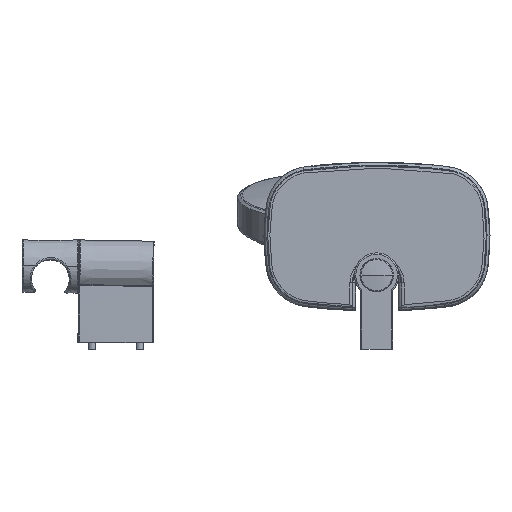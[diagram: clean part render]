
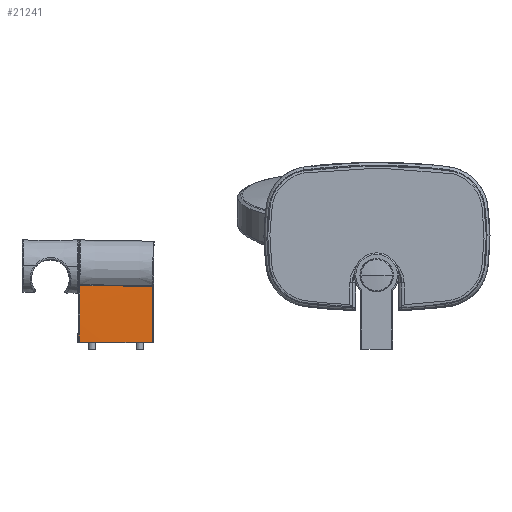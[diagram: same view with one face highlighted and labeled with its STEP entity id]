
A CAD part, front view. The second image highlights one B-rep face of the part: STEP entity #21241.
In plain terms, the highlighted spherical face has radius 2048.5 mm.
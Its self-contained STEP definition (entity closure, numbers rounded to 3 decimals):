
#227 = VERTEX_POINT ( 'NONE', #3354 ) ;
#1598 = EDGE_LOOP ( 'NONE', ( #21837, #21040, #21915, #8841, #16770 ) ) ;
#2006 = DIRECTION ( 'NONE',  ( 0.009, 0.009, 1. ) ) ;
#2136 = CIRCLE ( 'NONE', #11479, 2048.5 ) ;
#2141 = EDGE_CURVE ( 'NONE', #15976, #7947, #16550, .T. ) ;
#2164 = CARTESIAN_POINT ( 'NONE',  ( -150.75, 148.008, -45.182 ) ) ;
#2474 = CARTESIAN_POINT ( 'NONE',  ( -150.446, 147.974, -7.502 ) ) ;
#2628 = EDGE_CURVE ( 'NONE', #227, #12916, #2136, .T. ) ;
#2718 = DIRECTION ( 'NONE',  ( -1., -0.009, 0.009 ) ) ;
#3249 = CARTESIAN_POINT ( 'NONE',  ( -217.811, 2194.959, -63.045 ) ) ;
#3354 = CARTESIAN_POINT ( 'NONE',  ( -199.527, 146.951, -7.061 ) ) ;
#3852 = B_SPLINE_CURVE_WITH_KNOTS ( 'NONE', 3,
 ( #12730, #7658, #2474, #14821 ),
 .UNSPECIFIED., .F., .F.,
 ( 4, 4 ),
 ( 0.005, 0.005 ),
 .UNSPECIFIED. ) ;
#5005 = DIRECTION ( 'NONE',  ( -1., -0.009, 0. ) ) ;
#5614 = AXIS2_PLACEMENT_3D ( 'NONE', #3249, #15597, #5005 ) ;
#6749 = CARTESIAN_POINT ( 'NONE',  ( -150.536, 147.87, -20.062 ) ) ;
#7103 = CARTESIAN_POINT ( 'NONE',  ( -166.808, 147.487, -7.203 ) ) ;
#7658 = CARTESIAN_POINT ( 'NONE',  ( -150.436, 147.974, -7.502 ) ) ;
#7947 = VERTEX_POINT ( 'NONE', #19286 ) ;
#8649 = CARTESIAN_POINT ( 'NONE',  ( -199.863, 146.988, -45.173 ) ) ;
#8841 = ORIENTED_EDGE ( 'NONE', *, *, #8953, .T. ) ;
#8887 = CARTESIAN_POINT ( 'NONE',  ( -191.345, 147.024, -7.031 ) ) ;
#8953 = EDGE_CURVE ( 'NONE', #7947, #13600, #3852, .T. ) ;
#9401 = FACE_OUTER_BOUND ( 'NONE', #1598, .T. ) ;
#9622 = CARTESIAN_POINT ( 'NONE',  ( -150.456, 147.974, -7.502 ) ) ;
#9826 = EDGE_CURVE ( 'NONE', #13600, #227, #11082, .T. ) ;
#10773 = EDGE_CURVE ( 'NONE', #12916, #15976, #19059, .T. ) ;
#10977 = DIRECTION ( 'NONE',  ( 1., 0.009, -0.009 ) ) ;
#11082 = B_SPLINE_CURVE_WITH_KNOTS ( 'NONE', 3,
 ( #22903, #21129, #7103, #19449, #8887, #21198 ),
 .UNSPECIFIED., .F., .F.,
 ( 4, 2, 4 ),
 ( 0.008, 0.032, 0.057 ),
 .UNSPECIFIED. ) ;
#11479 = AXIS2_PLACEMENT_3D ( 'NONE', #19535, #10977, #2006 ) ;
#11530 = CARTESIAN_POINT ( 'NONE',  ( -217.811, 2195.3, -23.957 ) ) ;
#12730 = CARTESIAN_POINT ( 'NONE',  ( -150.427, 147.974, -7.502 ) ) ;
#12916 = VERTEX_POINT ( 'NONE', #8649 ) ;
#13283 = DIRECTION ( 'NONE',  ( 0.009, 0.009, 1. ) ) ;
#13600 = VERTEX_POINT ( 'NONE', #9622 ) ;
#14354 = AXIS2_PLACEMENT_3D ( 'NONE', #11530, #13283, #2718 ) ;
#14821 = CARTESIAN_POINT ( 'NONE',  ( -150.456, 147.974, -7.502 ) ) ;
#15095 = CARTESIAN_POINT ( 'NONE',  ( -150.644, 147.881, -32.623 ) ) ;
#15597 = DIRECTION ( 'NONE',  ( 0., 0.009, 1. ) ) ;
#15976 = VERTEX_POINT ( 'NONE', #2164 ) ;
#16550 = B_SPLINE_CURVE_WITH_KNOTS ( 'NONE', 3,
 ( #19015, #15095, #6749, #20860 ),
 .UNSPECIFIED., .F., .F.,
 ( 4, 4 ),
 ( 0.67, 0.707 ),
 .UNSPECIFIED. ) ;
#16770 = ORIENTED_EDGE ( 'NONE', *, *, #9826, .T. ) ;
#17216 = SPHERICAL_SURFACE ( 'NONE', #14354, 2048.5 ) ;
#19015 = CARTESIAN_POINT ( 'NONE',  ( -150.75, 148.008, -45.182 ) ) ;
#19059 = CIRCLE ( 'NONE', #5614, 2048.127 ) ;
#19286 = CARTESIAN_POINT ( 'NONE',  ( -150.427, 147.974, -7.502 ) ) ;
#19449 = CARTESIAN_POINT ( 'NONE',  ( -183.165, 147.146, -7.054 ) ) ;
#19535 = CARTESIAN_POINT ( 'NONE',  ( -217.239, 2195.305, -23.962 ) ) ;
#20860 = CARTESIAN_POINT ( 'NONE',  ( -150.427, 147.974, -7.502 ) ) ;
#21040 = ORIENTED_EDGE ( 'NONE', *, *, #10773, .T. ) ;
#21129 = CARTESIAN_POINT ( 'NONE',  ( -158.631, 147.706, -7.33 ) ) ;
#21198 = CARTESIAN_POINT ( 'NONE',  ( -199.527, 146.951, -7.061 ) ) ;
#21241 = ADVANCED_FACE ( 'NONE', ( #9401 ), #17216, .T. ) ;
#21837 = ORIENTED_EDGE ( 'NONE', *, *, #2628, .T. ) ;
#21915 = ORIENTED_EDGE ( 'NONE', *, *, #2141, .T. ) ;
#22903 = CARTESIAN_POINT ( 'NONE',  ( -150.456, 147.974, -7.502 ) ) ;
